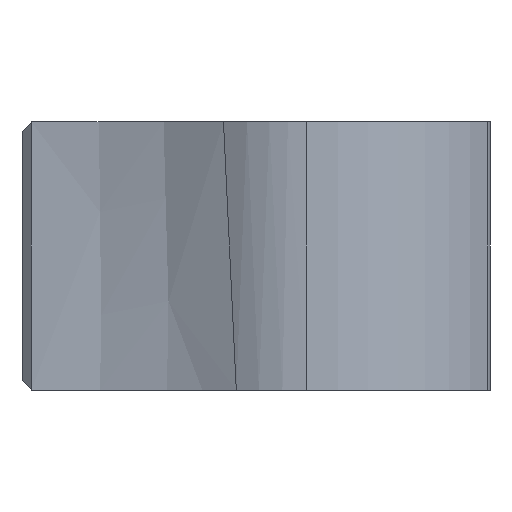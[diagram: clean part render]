
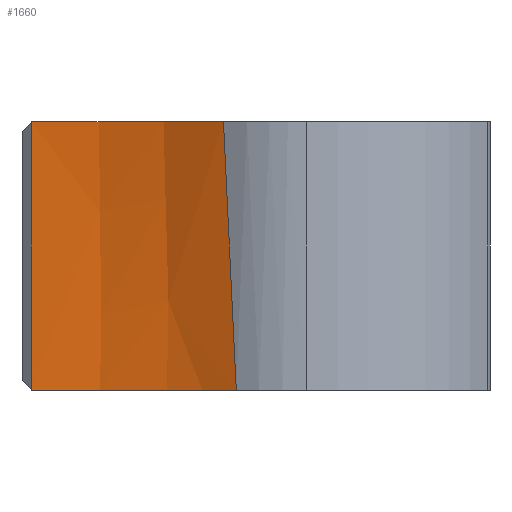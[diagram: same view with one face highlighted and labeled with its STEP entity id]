
A CAD part, left-side view. The second image highlights one B-rep face of the part: STEP entity #1660.
In plain terms, the highlighted free-form (B-spline) face has degree [3, 3] with [4, 4] control points.
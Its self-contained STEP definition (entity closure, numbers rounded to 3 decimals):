
#156=FACE_OUTER_BOUND('',#246,.T.);
#246=EDGE_LOOP('',(#1332,#1333,#1334,#1335));
#365=LINE('',#3192,#503);
#503=VECTOR('',#1908,10.);
#635=B_SPLINE_CURVE_WITH_KNOTS('',3,(#3163,#3164,#3165,#3166,#3167,#3168,
#3169,#3170,#3171,#3172,#3173,#3174,#3175,#3176,#3177,#3178,#3179,#3180,
#3181,#3182,#3183,#3184,#3185,#3186,#3187,#3188,#3189,#3190),
 .UNSPECIFIED.,.F.,.F.,(4,3,3,3,3,3,3,3,3,4),(0.,0.137,0.271,
0.411,0.55,0.687,0.821,0.96,
1.092,1.099),.UNSPECIFIED.);
#636=B_SPLINE_CURVE_WITH_KNOTS('',3,(#3194,#3195,#3196,#3197,#3198,#3199,
#3200,#3201,#3202,#3203,#3204,#3205,#3206,#3207,#3208,#3209,#3210,#3211,
#3212,#3213,#3214,#3215,#3216,#3217,#3218,#3219,#3220,#3221,#3222,#3223,
#3224),.UNSPECIFIED.,.F.,.F.,(4,3,3,3,3,3,3,3,3,3,4),(0.,0.132,
0.265,0.399,0.533,0.565,
0.699,0.832,0.966,1.099,1.135),
 .UNSPECIFIED.);
#637=B_SPLINE_CURVE_WITH_KNOTS('',3,(#3225,#3226,#3227,#3228),
 .UNSPECIFIED.,.F.,.F.,(4,4),(2.24,3.689),
 .UNSPECIFIED.);
#754=VERTEX_POINT('',#3161);
#755=VERTEX_POINT('',#3162);
#756=VERTEX_POINT('',#3191);
#757=VERTEX_POINT('',#3193);
#974=EDGE_CURVE('',#754,#755,#635,.F.);
#975=EDGE_CURVE('',#756,#754,#365,.T.);
#976=EDGE_CURVE('',#757,#756,#636,.F.);
#977=EDGE_CURVE('',#757,#755,#637,.T.);
#1332=ORIENTED_EDGE('',*,*,#974,.F.);
#1333=ORIENTED_EDGE('',*,*,#975,.F.);
#1334=ORIENTED_EDGE('',*,*,#976,.F.);
#1335=ORIENTED_EDGE('',*,*,#977,.T.);
#1602=B_SPLINE_SURFACE_WITH_KNOTS('',3,3,((#3145,#3146,#3147,#3148),(#3149,
#3150,#3151,#3152),(#3153,#3154,#3155,#3156),(#3157,#3158,#3159,#3160)),
 .UNSPECIFIED.,.F.,.F.,.F.,(4,4),(4,4),(0.,1.),(2.24,3.906),
 .UNSPECIFIED.);
#1660=ADVANCED_FACE('',(#156),#1602,.T.);
#1908=DIRECTION('',(0.098,0.,0.995));
#3145=CARTESIAN_POINT('Ctrl Pts',(-7.365,14.57,-2.146));
#3146=CARTESIAN_POINT('Ctrl Pts',(-6.831,14.57,3.3));
#3147=CARTESIAN_POINT('Ctrl Pts',(-6.297,14.57,8.748));
#3148=CARTESIAN_POINT('Ctrl Pts',(-5.762,14.57,14.2));
#3149=CARTESIAN_POINT('Ctrl Pts',(-7.269,10.791,-1.497));
#3150=CARTESIAN_POINT('Ctrl Pts',(-6.899,10.842,3.951));
#3151=CARTESIAN_POINT('Ctrl Pts',(-6.52,10.897,9.399));
#3152=CARTESIAN_POINT('Ctrl Pts',(-6.133,10.954,14.849));
#3153=CARTESIAN_POINT('Ctrl Pts',(-8.194,7.008,-0.749));
#3154=CARTESIAN_POINT('Ctrl Pts',(-7.959,7.154,4.699));
#3155=CARTESIAN_POINT('Ctrl Pts',(-7.707,7.305,10.144));
#3156=CARTESIAN_POINT('Ctrl Pts',(-7.441,7.455,15.59));
#3157=CARTESIAN_POINT('Ctrl Pts',(-10.018,3.718,0.));
#3158=CARTESIAN_POINT('Ctrl Pts',(-9.873,3.978,5.447));
#3159=CARTESIAN_POINT('Ctrl Pts',(-9.71,4.24,10.89));
#3160=CARTESIAN_POINT('Ctrl Pts',(-9.526,4.5,16.331));
#3161=CARTESIAN_POINT('',(-5.762,14.57,14.2));
#3162=CARTESIAN_POINT('',(-9.597,4.398,14.2));
#3163=CARTESIAN_POINT('Ctrl Pts',(-9.597,4.398,14.2));
#3164=CARTESIAN_POINT('Ctrl Pts',(-9.338,4.776,14.2));
#3165=CARTESIAN_POINT('Ctrl Pts',(-9.091,5.162,14.2));
#3166=CARTESIAN_POINT('Ctrl Pts',(-8.856,5.554,14.2));
#3167=CARTESIAN_POINT('Ctrl Pts',(-8.627,5.937,14.2));
#3168=CARTESIAN_POINT('Ctrl Pts',(-8.41,6.325,14.2));
#3169=CARTESIAN_POINT('Ctrl Pts',(-8.204,6.72,14.2));
#3170=CARTESIAN_POINT('Ctrl Pts',(-7.989,7.131,14.2));
#3171=CARTESIAN_POINT('Ctrl Pts',(-7.787,7.549,14.2));
#3172=CARTESIAN_POINT('Ctrl Pts',(-7.598,7.972,14.2));
#3173=CARTESIAN_POINT('Ctrl Pts',(-7.408,8.395,14.2));
#3174=CARTESIAN_POINT('Ctrl Pts',(-7.231,8.824,14.2));
#3175=CARTESIAN_POINT('Ctrl Pts',(-7.067,9.259,14.2));
#3176=CARTESIAN_POINT('Ctrl Pts',(-6.906,9.687,14.2));
#3177=CARTESIAN_POINT('Ctrl Pts',(-6.757,10.119,14.2));
#3178=CARTESIAN_POINT('Ctrl Pts',(-6.622,10.556,14.2));
#3179=CARTESIAN_POINT('Ctrl Pts',(-6.49,10.981,14.2));
#3180=CARTESIAN_POINT('Ctrl Pts',(-6.37,11.41,14.2));
#3181=CARTESIAN_POINT('Ctrl Pts',(-6.263,11.842,14.2));
#3182=CARTESIAN_POINT('Ctrl Pts',(-6.152,12.291,14.2));
#3183=CARTESIAN_POINT('Ctrl Pts',(-6.054,12.743,14.2));
#3184=CARTESIAN_POINT('Ctrl Pts',(-5.971,13.198,14.2));
#3185=CARTESIAN_POINT('Ctrl Pts',(-5.891,13.629,14.2));
#3186=CARTESIAN_POINT('Ctrl Pts',(-5.825,14.064,14.2));
#3187=CARTESIAN_POINT('Ctrl Pts',(-5.771,14.5,14.2));
#3188=CARTESIAN_POINT('Ctrl Pts',(-5.768,14.523,14.2));
#3189=CARTESIAN_POINT('Ctrl Pts',(-5.765,14.547,14.2));
#3190=CARTESIAN_POINT('Ctrl Pts',(-5.762,14.57,14.2));
#3191=CARTESIAN_POINT('',(-7.154,14.57,0.));
#3192=CARTESIAN_POINT('',(-6.775,14.57,3.864));
#3193=CARTESIAN_POINT('',(-10.018,3.718,0.));
#3194=CARTESIAN_POINT('Ctrl Pts',(-7.154,14.57,0.));
#3195=CARTESIAN_POINT('Ctrl Pts',(-7.158,14.131,0.));
#3196=CARTESIAN_POINT('Ctrl Pts',(-7.175,13.693,0.));
#3197=CARTESIAN_POINT('Ctrl Pts',(-7.204,13.256,0.));
#3198=CARTESIAN_POINT('Ctrl Pts',(-7.234,12.814,0.));
#3199=CARTESIAN_POINT('Ctrl Pts',(-7.278,12.372,0.));
#3200=CARTESIAN_POINT('Ctrl Pts',(-7.334,11.932,0.));
#3201=CARTESIAN_POINT('Ctrl Pts',(-7.39,11.491,0.));
#3202=CARTESIAN_POINT('Ctrl Pts',(-7.459,11.051,0.));
#3203=CARTESIAN_POINT('Ctrl Pts',(-7.541,10.613,0.));
#3204=CARTESIAN_POINT('Ctrl Pts',(-7.623,10.175,0.));
#3205=CARTESIAN_POINT('Ctrl Pts',(-7.717,9.739,0.));
#3206=CARTESIAN_POINT('Ctrl Pts',(-7.825,9.306,0.));
#3207=CARTESIAN_POINT('Ctrl Pts',(-7.851,9.2,0.));
#3208=CARTESIAN_POINT('Ctrl Pts',(-7.878,9.094,0.));
#3209=CARTESIAN_POINT('Ctrl Pts',(-7.906,8.989,0.));
#3210=CARTESIAN_POINT('Ctrl Pts',(-8.019,8.559,0.));
#3211=CARTESIAN_POINT('Ctrl Pts',(-8.144,8.132,0.));
#3212=CARTESIAN_POINT('Ctrl Pts',(-8.282,7.71,0.));
#3213=CARTESIAN_POINT('Ctrl Pts',(-8.42,7.287,0.));
#3214=CARTESIAN_POINT('Ctrl Pts',(-8.57,6.867,0.));
#3215=CARTESIAN_POINT('Ctrl Pts',(-8.732,6.453,0.));
#3216=CARTESIAN_POINT('Ctrl Pts',(-8.894,6.039,0.));
#3217=CARTESIAN_POINT('Ctrl Pts',(-9.068,5.63,0.));
#3218=CARTESIAN_POINT('Ctrl Pts',(-9.254,5.226,0.));
#3219=CARTESIAN_POINT('Ctrl Pts',(-9.439,4.825,0.));
#3220=CARTESIAN_POINT('Ctrl Pts',(-9.635,4.429,0.));
#3221=CARTESIAN_POINT('Ctrl Pts',(-9.843,4.038,0.));
#3222=CARTESIAN_POINT('Ctrl Pts',(-9.901,3.931,0.));
#3223=CARTESIAN_POINT('Ctrl Pts',(-9.959,3.824,0.));
#3224=CARTESIAN_POINT('Ctrl Pts',(-10.018,3.718,0.));
#3225=CARTESIAN_POINT('Ctrl Pts',(-10.018,3.718,0.));
#3226=CARTESIAN_POINT('Ctrl Pts',(-9.892,3.944,4.736));
#3227=CARTESIAN_POINT('Ctrl Pts',(-9.752,4.172,9.469));
#3228=CARTESIAN_POINT('Ctrl Pts',(-9.597,4.398,14.2));
